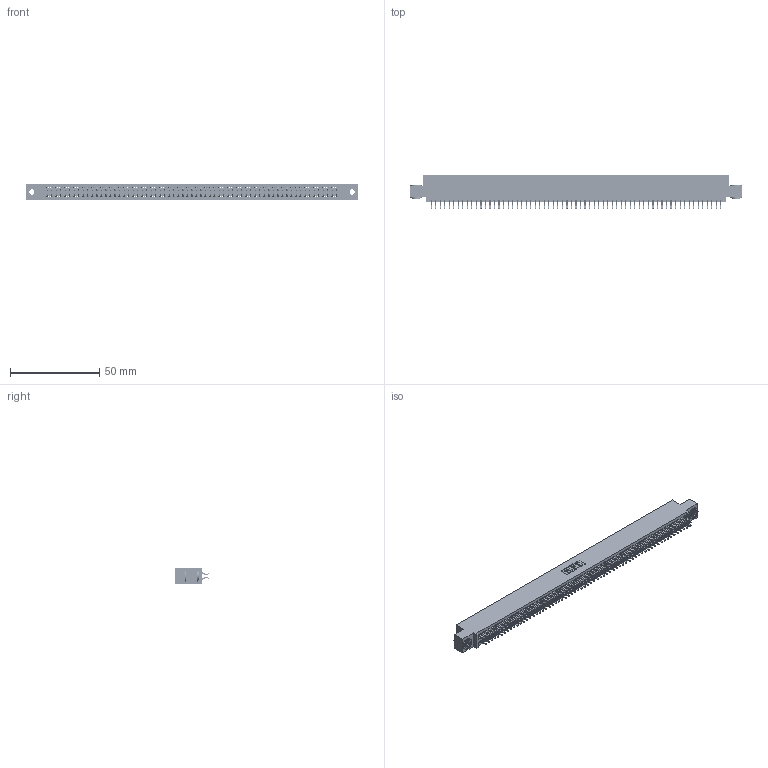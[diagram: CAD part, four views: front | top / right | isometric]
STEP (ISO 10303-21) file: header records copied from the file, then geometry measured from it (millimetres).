
FILE_DESCRIPTION (( 'STEP AP203' ), '1' );
FILE_NAME ('345-130-556-503.STEP', '2018-10-20T01:44:02', ( '' ), ( '' ), 'SwSTEP 2.0', 'SolidWorks 2016', '' );
FILE_SCHEMA (( 'CONFIG_CONTROL_DESIGN' ));
Length unit declared in the file: inch
Products named in the file (4): 345 Part_0.110 Offset - 0.156 Dia-TH; 345-250-002_345-250-002-102; 345-292-001_556 Tail; 345-130-556-503
Assembly tree (133 placements, depth 2):
  345-130-556-503
    345 Part_0.110 Offset - 0.156 Dia-TH
    345-292-001_556 Tail  x130
    345-250-002_345-250-002-102  x2
Bounding box: 186.31 x 19.24 x 9.4 mm (x, y, z)
Volume: 18252.6 mm3; surface area: 27609.8 mm2
Topology: 133 solids, 133 shells, 7448 faces, 22139 edges, 14582 vertices
Faces by surface type: plane 4904, cylinder 2536, cone 8
Entity records: 48906 total; most frequent: CARTESIAN_POINT 8167, ORIENTED_EDGE 8082, DIRECTION 7191, EDGE_CURVE 4041, LINE 3617, VECTOR 3617, VERTEX_POINT 2690, AXIS2_PLACEMENT_3D 1787
